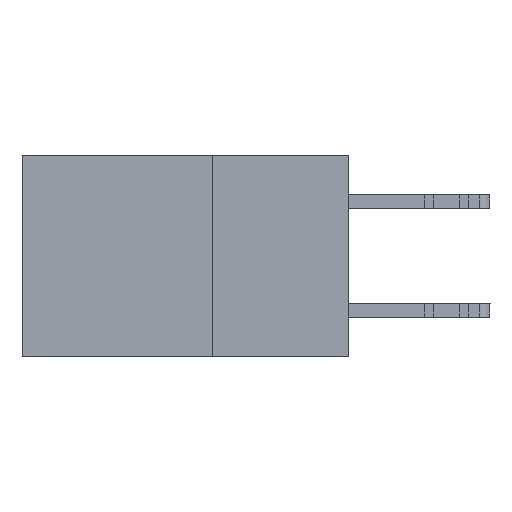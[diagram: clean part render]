
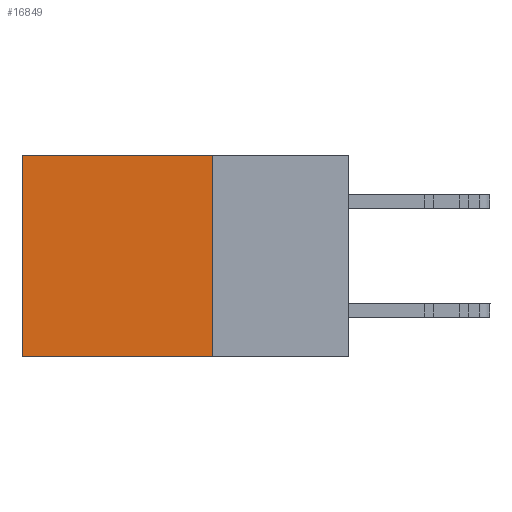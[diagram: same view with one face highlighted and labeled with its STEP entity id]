
A CAD part, left-side view. The second image highlights one B-rep face of the part: STEP entity #16849.
In plain terms, the highlighted planar face has unit normal (-1, 0, 0).
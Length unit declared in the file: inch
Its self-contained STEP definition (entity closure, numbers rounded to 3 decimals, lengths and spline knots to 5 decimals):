
#545 = VECTOR ( 'NONE', #12060, 39.37008 ) ;
#786 = LINE ( 'NONE', #7184, #14727 ) ;
#1073 = EDGE_CURVE ( 'NONE', #9933, #2670, #10237, .T. ) ;
#1320 = DIRECTION ( 'NONE',  ( 0., 1., 0. ) ) ;
#2521 = FACE_OUTER_BOUND ( 'NONE', #10234, .T. ) ;
#2670 = VERTEX_POINT ( 'NONE', #7964 ) ;
#4110 = CARTESIAN_POINT ( 'NONE',  ( 0.2615, 0.25, -0.37 ) ) ;
#4923 = ORIENTED_EDGE ( 'NONE', *, *, #17314, .F. ) ;
#5793 = CARTESIAN_POINT ( 'NONE',  ( 0.2615, 0.25, -0.37 ) ) ;
#7184 = CARTESIAN_POINT ( 'NONE',  ( 0.2615, 0.6, -0.37 ) ) ;
#7964 = CARTESIAN_POINT ( 'NONE',  ( 0.2615, 0.6, 0. ) ) ;
#8048 = AXIS2_PLACEMENT_3D ( 'NONE', #5793, #9452, #22009 ) ;
#8570 = CARTESIAN_POINT ( 'NONE',  ( 0.2615, 0.25, 0. ) ) ;
#9452 = DIRECTION ( 'NONE',  ( 1., 0., 0. ) ) ;
#9933 = VERTEX_POINT ( 'NONE', #8570 ) ;
#10234 = EDGE_LOOP ( 'NONE', ( #15643, #20985, #4923, #12808 ) ) ;
#10237 = LINE ( 'NONE', #18131, #545 ) ;
#10852 = DIRECTION ( 'NONE',  ( 0., 0., -1. ) ) ;
#11630 = VECTOR ( 'NONE', #12542, 39.37008 ) ;
#12060 = DIRECTION ( 'NONE',  ( 0., 1., 0. ) ) ;
#12145 = VERTEX_POINT ( 'NONE', #21526 ) ;
#12231 = CARTESIAN_POINT ( 'NONE',  ( 0.2615, 0.25, -0.37 ) ) ;
#12542 = DIRECTION ( 'NONE',  ( 0., 0., -1. ) ) ;
#12808 = ORIENTED_EDGE ( 'NONE', *, *, #1073, .T. ) ;
#13997 = VECTOR ( 'NONE', #1320, 39.37008 ) ;
#14727 = VECTOR ( 'NONE', #10852, 39.37008 ) ;
#15643 = ORIENTED_EDGE ( 'NONE', *, *, #17376, .T. ) ;
#16849 = ADVANCED_FACE ( 'NONE', ( #2521 ), #20231, .F. ) ;
#17314 = EDGE_CURVE ( 'NONE', #9933, #22070, #20605, .T. ) ;
#17376 = EDGE_CURVE ( 'NONE', #2670, #12145, #786, .T. ) ;
#18131 = CARTESIAN_POINT ( 'NONE',  ( 0.2615, 0.25, 0. ) ) ;
#20024 = EDGE_CURVE ( 'NONE', #22070, #12145, #22927, .T. ) ;
#20231 = PLANE ( 'NONE',  #8048 ) ;
#20605 = LINE ( 'NONE', #23213, #11630 ) ;
#20985 = ORIENTED_EDGE ( 'NONE', *, *, #20024, .F. ) ;
#21526 = CARTESIAN_POINT ( 'NONE',  ( 0.2615, 0.6, -0.37 ) ) ;
#22009 = DIRECTION ( 'NONE',  ( 0., 0., -1. ) ) ;
#22070 = VERTEX_POINT ( 'NONE', #4110 ) ;
#22927 = LINE ( 'NONE', #12231, #13997 ) ;
#23213 = CARTESIAN_POINT ( 'NONE',  ( 0.2615, 0.25, -0.37 ) ) ;
